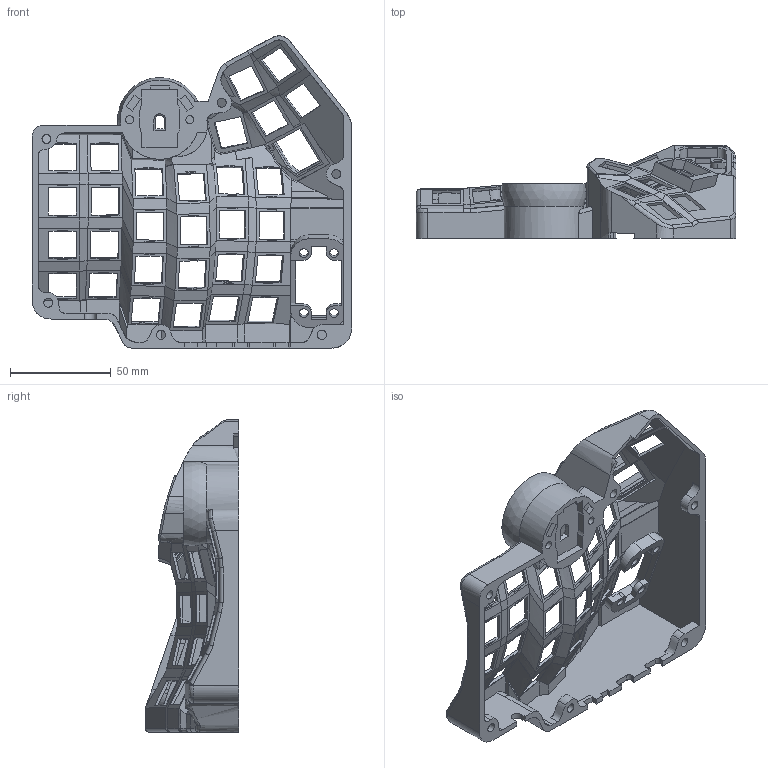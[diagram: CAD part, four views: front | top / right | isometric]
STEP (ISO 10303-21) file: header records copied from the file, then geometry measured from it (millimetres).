
FILE_DESCRIPTION(/* description */ (''),/* implementation_level */ '2;1');
FILE_NAME(/* name */ 'ChocV2-left.step',/* time_stamp */ '2022-12-12T12:48:31+08:00',/* author */ (''),/* organization */ (''),/* preprocessor_version */ 'ST-DEVELOPER v19.2',/* originating_system */ 'Autodesk Translation Framework v11.17.0.187',/* authorisation */ '');
FILE_SCHEMA (('AUTOMOTIVE_DESIGN { 1 0 10303 214 3 1 1 }'));
Length unit declared in the file: millimetre
Products named in the file (1): ChocV2-left
Bounding box: 159.03 x 46.53 x 155.27 mm (x, y, z)
Volume: 80519.2 mm3; surface area: 67272.3 mm2
Topology: 1 solids, 4 shells, 1016 faces, 2770 edges, 1766 vertices
Faces by surface type: plane 706, bspline 198, cylinder 101, sphere 9, cone 1, torus 1
Full cylindrical faces by diameter (mm): 2.1 x6, 2.689 x3, 4 x2, 4.5 x10
Entity records: 36572 total; most frequent: CARTESIAN_POINT 11933, ORIENTED_EDGE 5532, DIRECTION 4316, EDGE_CURVE 2766, LINE 2204, VECTOR 2204, VERTEX_POINT 1767, EDGE_LOOP 1111
